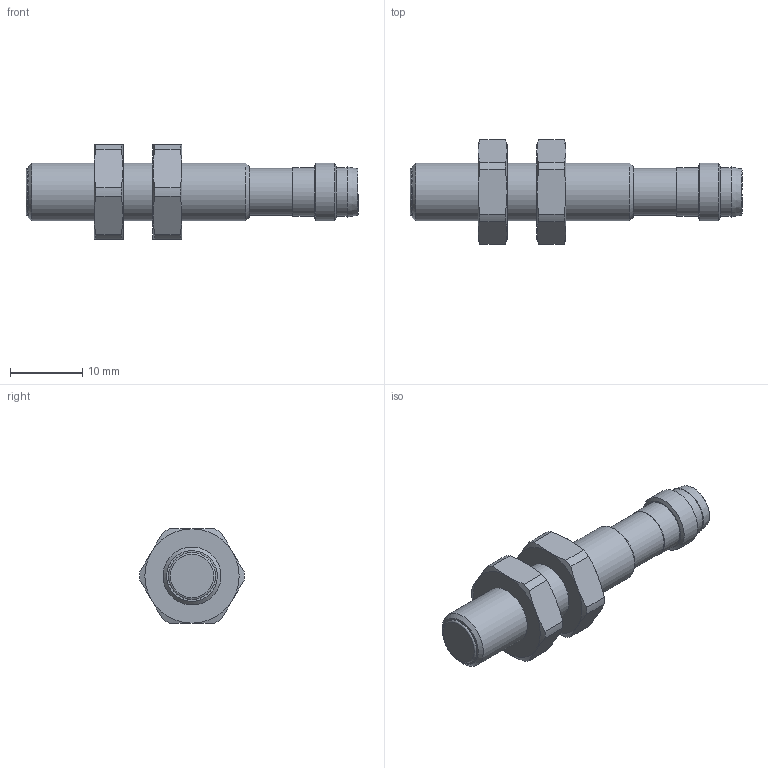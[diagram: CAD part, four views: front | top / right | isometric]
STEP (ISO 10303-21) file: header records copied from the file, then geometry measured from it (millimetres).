
FILE_DESCRIPTION(('FreeCAD Model'),'2;1');
FILE_NAME('DCC_08_M_02_xxK-TSL.step', '2015-12-08T09:06:04',('FreeCAD'),('FreeCAD'), 'Open CASCADE STEP processor 6.7','FreeCAD','Unknown');
FILE_SCHEMA(('AUTOMOTIVE_DESIGN_CC2 { 1 2 10303 214 -1 1 5 4 }'));
Length unit declared in the file: millimetre
Products named in the file (1): DCC_08_M08_xxK-TSL
Bounding box: 45.8 x 14.39 x 13 mm (x, y, z)
Volume: 2850.9 mm3; surface area: 1719 mm2
Topology: 1 solids, 1 shells, 75 faces, 162 edges, 98 vertices
Faces by surface type: cone 30, plane 23, cylinder 20, torus 2
Full cylindrical faces by diameter (mm): 6.5 x2, 6.7 x2, 8 x4
Entity records: 5560 total; most frequent: CARTESIAN_POINT 2284, DIRECTION 401, ORIENTED_EDGE 324, PCURVE 324, DEFINITIONAL_REPRESENTATION 324, B_SPLINE_CURVE_WITH_KNOTS 194, EDGE_CURVE 162, AXIS2_PLACEMENT_3D 150
